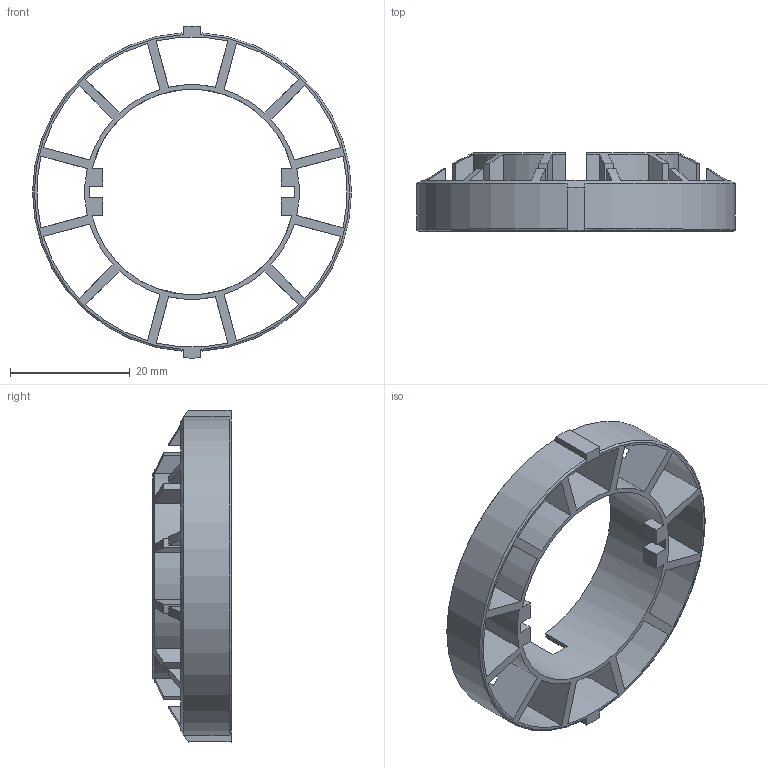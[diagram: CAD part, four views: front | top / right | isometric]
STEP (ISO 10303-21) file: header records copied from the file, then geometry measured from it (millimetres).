
FILE_DESCRIPTION(/* description */ ('Print 2, solid color.'),/* implementation_level */ '2;1');
FILE_NAME(/* name */ '12 Pix Ring.step',/* time_stamp */ '2025-07-21T13:42:45-07:00',/* author */ (''),/* organization */ (''),/* preprocessor_version */ 'ST-DEVELOPER v20.1',/* originating_system */ 'Autodesk Translation Framework v14.10.0.0',/* authorisation */ '');
FILE_SCHEMA (('AUTOMOTIVE_DESIGN { 1 0 10303 214 3 1 1 }'));
Length unit declared in the file: millimetre
Products named in the file (1): 12 Pix Ring
Bounding box: 53.2 x 13.03 x 55.39 mm (x, y, z)
Volume: 3539 mm3; surface area: 7999.6 mm2
Topology: 1 solids, 1 shells, 121 faces, 393 edges, 262 vertices
Faces by surface type: plane 63, cylinder 53, sphere 3, torus 2
Full cylindrical faces by diameter (mm): 34.3 x1
Entity records: 4527 total; most frequent: DIRECTION 813, CARTESIAN_POINT 813, ORIENTED_EDGE 786, EDGE_CURVE 393, AXIS2_PLACEMENT_3D 302, VERTEX_POINT 262, LINE 209, VECTOR 209
